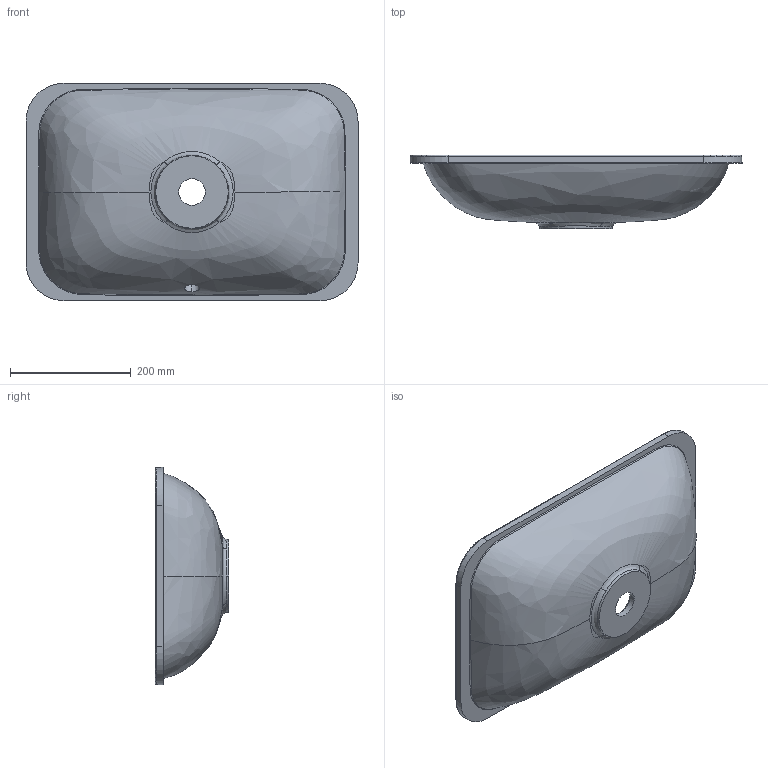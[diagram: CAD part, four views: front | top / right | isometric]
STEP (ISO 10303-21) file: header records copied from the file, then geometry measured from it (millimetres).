
FILE_DESCRIPTION (( 'STEP AP203' ), '1' );
FILE_NAME ('6229360610.step', '2020-12-18T12:36:01', ( 'admin' ), ( '' ), 'SwSTEP 2.0', 'SolidWorks 2019', '' );
FILE_SCHEMA (( 'CONFIG_CONTROL_DESIGN' ));
Length unit declared in the file: millimetre
Products named in the file (1): 6229360610
Bounding box: 550 x 122 x 360 mm (x, y, z)
Volume: 3344758.1 mm3; surface area: 525075 mm2
Topology: 1 solids, 1 shells, 48 faces, 116 edges, 71 vertices
Faces by surface type: bspline 25, cylinder 12, plane 7, cone 4
Entity records: 47670 total; most frequent: CARTESIAN_POINT 46694, ORIENTED_EDGE 232, DIRECTION 120, EDGE_CURVE 116, VERTEX_POINT 71, EDGE_LOOP 53, ADVANCED_FACE 48, FACE_OUTER_BOUND 48
